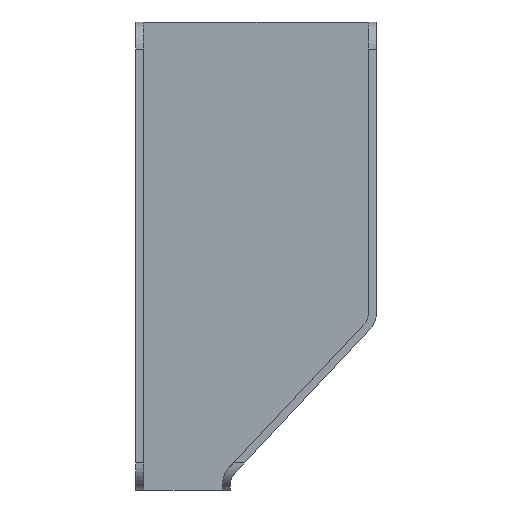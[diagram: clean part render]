
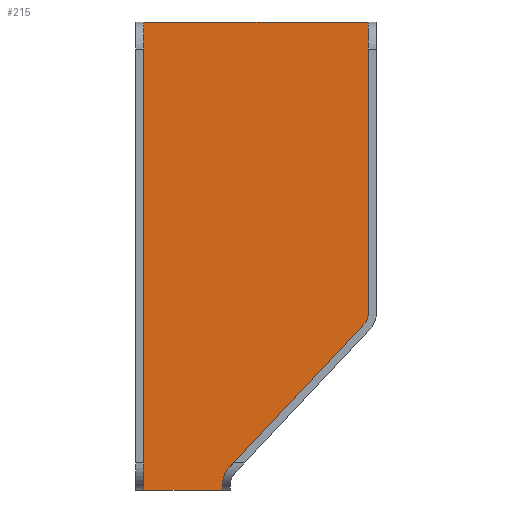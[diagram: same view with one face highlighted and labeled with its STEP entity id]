
A CAD part, front view. The second image highlights one B-rep face of the part: STEP entity #215.
In plain terms, the highlighted planar face has unit normal (0, -1, 0).
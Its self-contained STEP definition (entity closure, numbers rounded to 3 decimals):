
#215=ADVANCED_FACE('2:307',(#529),#530,.F.);
#305=EDGE_CURVE('2:442',#656,#657,#658,.T.);
#327=EDGE_CURVE('2:475',#687,#688,#689,.T.);
#403=EDGE_CURVE('2:589',#656,#688,#785,.T.);
#405=EDGE_CURVE('2:592',#787,#687,#788,.T.);
#407=EDGE_CURVE('2:595',#787,#790,#791,.T.);
#409=EDGE_CURVE('2:598',#793,#790,#794,.T.);
#411=EDGE_CURVE('2:601',#796,#793,#797,.T.);
#413=EDGE_CURVE('2:604',#657,#796,#799,.T.);
#529=FACE_OUTER_BOUND('',#907,.T.);
#530=PLANE('',#908);
#656=VERTEX_POINT('',#1146);
#657=VERTEX_POINT('',#1147);
#658=LINE('',#1148,#1149);
#687=VERTEX_POINT('',#1198);
#688=VERTEX_POINT('',#1199);
#689=LINE('',#1200,#1201);
#785=LINE('',#1362,#1363);
#787=VERTEX_POINT('',#1366);
#788=LINE('',#1367,#1368);
#790=VERTEX_POINT('',#1371);
#791=CIRCLE('',#1372,30.);
#793=VERTEX_POINT('',#1375);
#794=LINE('',#1376,#1377);
#796=VERTEX_POINT('',#1380);
#797=CIRCLE('',#1381,20.);
#799=LINE('',#1384,#1385);
#907=EDGE_LOOP('',(#1693,#1694,#1695,#1696,#1697,#1698,#1699,#1700));
#908=AXIS2_PLACEMENT_3D('',#1701,#1702,#1703);
#1146=CARTESIAN_POINT('',(-101.2,-0.75,2120.0));
#1147=CARTESIAN_POINT('',(178.8,-0.75,2120.0));
#1148=CARTESIAN_POINT('',(38.8,-0.75,2120.0));
#1149=VECTOR('',#1815,0.001);
#1198=CARTESIAN_POINT('',(-3.,-0.75,1536.5));
#1199=CARTESIAN_POINT('',(-101.2,-0.75,1536.5));
#1200=CARTESIAN_POINT('',(-52.1,-0.75,1536.5));
#1201=VECTOR('',#1828,0.001);
#1362=CARTESIAN_POINT('',(-101.2,-0.75,1828.25));
#1363=VECTOR('',#1886,0.001);
#1366=CARTESIAN_POINT('',(-3.,-0.75,1543.579));
#1367=CARTESIAN_POINT('',(-3.,-0.75,1540.039));
#1368=VECTOR('',#1887,0.001);
#1371=CARTESIAN_POINT('',(5.136,-0.75,1564.12));
#1372=AXIS2_PLACEMENT_3D('',#1888,#1889,#1890);
#1375=CARTESIAN_POINT('',(173.376,-0.75,1743.188));
#1376=CARTESIAN_POINT('',(89.256,-0.75,1653.654));
#1377=VECTOR('',#1891,0.001);
#1380=CARTESIAN_POINT('',(178.8,-0.75,1756.882));
#1381=AXIS2_PLACEMENT_3D('',#1892,#1893,#1894);
#1384=CARTESIAN_POINT('',(178.8,-0.75,1938.441));
#1385=VECTOR('',#1895,0.001);
#1693=ORIENTED_EDGE('',*,*,#327,.F.);
#1694=ORIENTED_EDGE('',*,*,#405,.F.);
#1695=ORIENTED_EDGE('',*,*,#407,.T.);
#1696=ORIENTED_EDGE('',*,*,#409,.F.);
#1697=ORIENTED_EDGE('',*,*,#411,.F.);
#1698=ORIENTED_EDGE('',*,*,#413,.F.);
#1699=ORIENTED_EDGE('',*,*,#305,.F.);
#1700=ORIENTED_EDGE('',*,*,#403,.T.);
#1701=CARTESIAN_POINT('',(38.8,-0.75,1828.25));
#1702=DIRECTION('',(0.,1.0,0.0));
#1703=DIRECTION('',(-1.0,0.,0.0));
#1815=DIRECTION('',(1.0,0.,0.0));
#1828=DIRECTION('',(-1.0,0.,0.0));
#1886=DIRECTION('',(0.0,0.0,-1.0));
#1887=DIRECTION('',(0.,0.,-1.0));
#1888=CARTESIAN_POINT('',(27.,-0.75,1543.579));
#1889=DIRECTION('',(0.,1.0,0.0));
#1890=DIRECTION('',(-1.0,0.,0.0));
#1891=DIRECTION('',(-0.685,0.,-0.729));
#1892=CARTESIAN_POINT('',(158.8,-0.75,1756.882));
#1893=DIRECTION('',(0.,1.0,0.0));
#1894=DIRECTION('',(-1.0,0.,0.0));
#1895=DIRECTION('',(0.,0.,-1.0));
